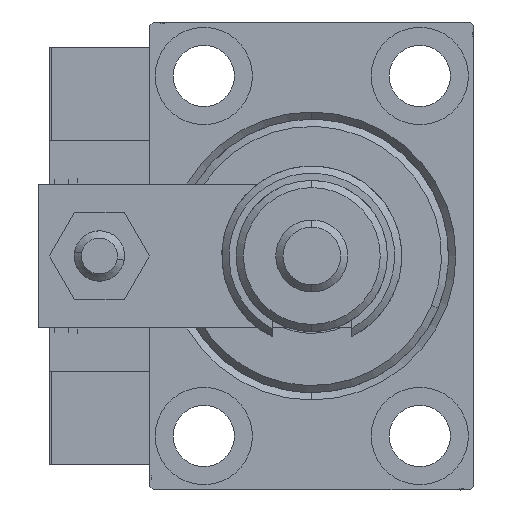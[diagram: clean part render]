
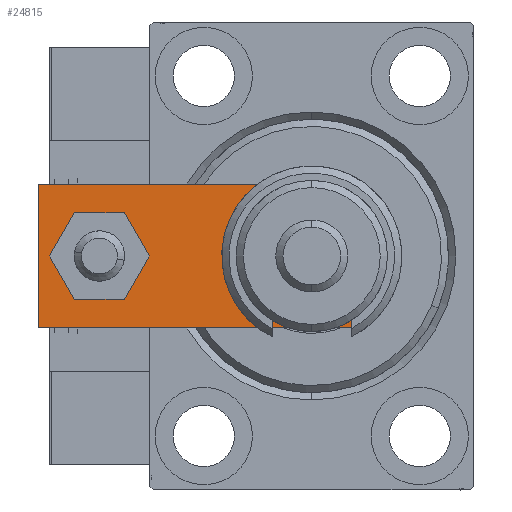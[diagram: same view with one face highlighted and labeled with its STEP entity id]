
A CAD part, left-side view. The second image highlights one B-rep face of the part: STEP entity #24815.
In plain terms, the highlighted face is planar.
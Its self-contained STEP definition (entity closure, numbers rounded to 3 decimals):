
#1096 = EDGE_LOOP ( 'NONE', ( #39113, #51622, #31529, #44300, #41491, #25943 ) ) ;
#1103 = FACE_BOUND ( 'NONE', #44030, .T. ) ;
#1318 = VECTOR ( 'NONE', #43338, 1000. ) ;
#2143 = VERTEX_POINT ( 'NONE', #43054 ) ;
#2237 = DIRECTION ( 'NONE',  ( 0., 0., 1. ) ) ;
#3087 = EDGE_CURVE ( 'NONE', #12896, #4390, #18991, .T. ) ;
#3497 = DIRECTION ( 'NONE',  ( 0., 1., 0. ) ) ;
#3879 = CARTESIAN_POINT ( 'NONE',  ( -10., 4.24, 6. ) ) ;
#4390 = VERTEX_POINT ( 'NONE', #50179 ) ;
#4767 = EDGE_CURVE ( 'NONE', #2143, #41757, #18720, .T. ) ;
#5326 = CIRCLE ( 'NONE', #13176, 4. ) ;
#6283 = LINE ( 'NONE', #34715, #19448 ) ;
#6665 = DIRECTION ( 'NONE',  ( 0., 0., 1. ) ) ;
#6831 = ORIENTED_EDGE ( 'NONE', *, *, #3087, .F. ) ;
#7618 = EDGE_CURVE ( 'NONE', #4390, #12896, #18327, .T. ) ;
#8293 = LINE ( 'NONE', #8553, #49836 ) ;
#8553 = CARTESIAN_POINT ( 'NONE',  ( -10., 48., 6. ) ) ;
#12140 = CARTESIAN_POINT ( 'NONE',  ( 10., 0., 6. ) ) ;
#12371 = DIRECTION ( 'NONE',  ( 1., 0., 0. ) ) ;
#12896 = VERTEX_POINT ( 'NONE', #46614 ) ;
#13003 = CARTESIAN_POINT ( 'NONE',  ( 10., 4.24, 6. ) ) ;
#13176 = AXIS2_PLACEMENT_3D ( 'NONE', #19501, #31700, #48195 ) ;
#13737 = EDGE_CURVE ( 'NONE', #42794, #2143, #6283, .T. ) ;
#14387 = DIRECTION ( 'NONE',  ( 0.707, 0.707, 0. ) ) ;
#14630 = LINE ( 'NONE', #30107, #1318 ) ;
#16140 = VERTEX_POINT ( 'NONE', #3879 ) ;
#17073 = DIRECTION ( 'NONE',  ( 0., 0., 1. ) ) ;
#17615 = CARTESIAN_POINT ( 'NONE',  ( 0., 0., 6. ) ) ;
#18327 = CIRCLE ( 'NONE', #39934, 7.25 ) ;
#18358 = EDGE_CURVE ( 'NONE', #38597, #19385, #14630, .T. ) ;
#18720 = LINE ( 'NONE', #23313, #46736 ) ;
#18991 = CIRCLE ( 'NONE', #32956, 7.25 ) ;
#19385 = VERTEX_POINT ( 'NONE', #39820 ) ;
#19448 = VECTOR ( 'NONE', #39297, 1000. ) ;
#19472 = VECTOR ( 'NONE', #3497, 1000. ) ;
#19501 = CARTESIAN_POINT ( 'NONE',  ( 0., 39.5, 6. ) ) ;
#20914 = EDGE_LOOP ( 'NONE', ( #36168, #42709 ) ) ;
#21195 = AXIS2_PLACEMENT_3D ( 'NONE', #39142, #6665, #38880 ) ;
#21594 = EDGE_CURVE ( 'NONE', #19385, #16140, #8293, .T. ) ;
#21838 = CARTESIAN_POINT ( 'NONE',  ( 4., 39.5, 6. ) ) ;
#23313 = CARTESIAN_POINT ( 'NONE',  ( 2.88, -2.88, 6. ) ) ;
#24815 = ADVANCED_FACE ( 'NONE', ( #41988, #33867, #1103 ), #47122, .T. ) ;
#25614 = DIRECTION ( 'NONE',  ( 0., -1., 0. ) ) ;
#25943 = ORIENTED_EDGE ( 'NONE', *, *, #18358, .T. ) ;
#27431 = CARTESIAN_POINT ( 'NONE',  ( -5.76, 0., 6. ) ) ;
#27613 = EDGE_CURVE ( 'NONE', #41757, #38597, #36257, .T. ) ;
#30107 = CARTESIAN_POINT ( 'NONE',  ( 10., 48., 6. ) ) ;
#30955 = CARTESIAN_POINT ( 'NONE',  ( 0., 10., 6. ) ) ;
#31521 = EDGE_CURVE ( 'NONE', #37635, #38658, #42827, .T. ) ;
#31529 = ORIENTED_EDGE ( 'NONE', *, *, #13737, .T. ) ;
#31700 = DIRECTION ( 'NONE',  ( 0., 0., 1. ) ) ;
#32956 = AXIS2_PLACEMENT_3D ( 'NONE', #30955, #2237, #44185 ) ;
#33867 = FACE_OUTER_BOUND ( 'NONE', #1096, .T. ) ;
#34590 = VECTOR ( 'NONE', #38026, 1000. ) ;
#34715 = CARTESIAN_POINT ( 'NONE',  ( -10., 0., 6. ) ) ;
#34790 = CARTESIAN_POINT ( 'NONE',  ( -2.88, -2.88, 6. ) ) ;
#35898 = ORIENTED_EDGE ( 'NONE', *, *, #7618, .F. ) ;
#36168 = ORIENTED_EDGE ( 'NONE', *, *, #50947, .F. ) ;
#36257 = LINE ( 'NONE', #12140, #19472 ) ;
#37547 = CARTESIAN_POINT ( 'NONE',  ( 0., 10., 6. ) ) ;
#37635 = VERTEX_POINT ( 'NONE', #21838 ) ;
#38026 = DIRECTION ( 'NONE',  ( 0.707, -0.707, 0. ) ) ;
#38597 = VERTEX_POINT ( 'NONE', #50841 ) ;
#38658 = VERTEX_POINT ( 'NONE', #43001 ) ;
#38880 = DIRECTION ( 'NONE',  ( 1., 0., 0. ) ) ;
#39113 = ORIENTED_EDGE ( 'NONE', *, *, #21594, .T. ) ;
#39142 = CARTESIAN_POINT ( 'NONE',  ( 0., 39.5, 6. ) ) ;
#39297 = DIRECTION ( 'NONE',  ( 1., 0., 0. ) ) ;
#39820 = CARTESIAN_POINT ( 'NONE',  ( -10., 48., 6. ) ) ;
#39934 = AXIS2_PLACEMENT_3D ( 'NONE', #37547, #53531, #12371 ) ;
#41491 = ORIENTED_EDGE ( 'NONE', *, *, #27613, .T. ) ;
#41757 = VERTEX_POINT ( 'NONE', #13003 ) ;
#41988 = FACE_BOUND ( 'NONE', #20914, .T. ) ;
#42709 = ORIENTED_EDGE ( 'NONE', *, *, #31521, .F. ) ;
#42794 = VERTEX_POINT ( 'NONE', #27431 ) ;
#42827 = CIRCLE ( 'NONE', #21195, 4. ) ;
#43001 = CARTESIAN_POINT ( 'NONE',  ( -4., 39.5, 6. ) ) ;
#43054 = CARTESIAN_POINT ( 'NONE',  ( 5.76, 0., 6. ) ) ;
#43338 = DIRECTION ( 'NONE',  ( -1., 0., 0. ) ) ;
#44030 = EDGE_LOOP ( 'NONE', ( #6831, #35898 ) ) ;
#44185 = DIRECTION ( 'NONE',  ( 1., 0., 0. ) ) ;
#44300 = ORIENTED_EDGE ( 'NONE', *, *, #4767, .T. ) ;
#45306 = EDGE_CURVE ( 'NONE', #16140, #42794, #50466, .T. ) ;
#46614 = CARTESIAN_POINT ( 'NONE',  ( -7.25, 10., 6. ) ) ;
#46736 = VECTOR ( 'NONE', #14387, 1000. ) ;
#47122 = PLANE ( 'NONE',  #53044 ) ;
#48195 = DIRECTION ( 'NONE',  ( 1., 0., 0. ) ) ;
#49836 = VECTOR ( 'NONE', #25614, 1000. ) ;
#50179 = CARTESIAN_POINT ( 'NONE',  ( 7.25, 10., 6. ) ) ;
#50356 = DIRECTION ( 'NONE',  ( 1., 0., 0. ) ) ;
#50466 = LINE ( 'NONE', #34790, #34590 ) ;
#50841 = CARTESIAN_POINT ( 'NONE',  ( 10., 48., 6. ) ) ;
#50947 = EDGE_CURVE ( 'NONE', #38658, #37635, #5326, .T. ) ;
#51622 = ORIENTED_EDGE ( 'NONE', *, *, #45306, .T. ) ;
#53044 = AXIS2_PLACEMENT_3D ( 'NONE', #17615, #17073, #50356 ) ;
#53531 = DIRECTION ( 'NONE',  ( 0., 0., 1. ) ) ;
